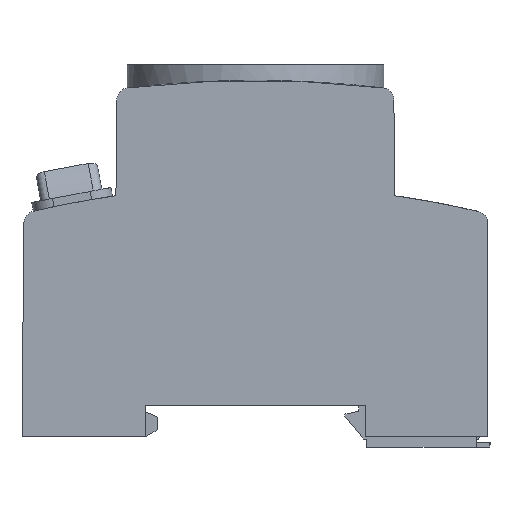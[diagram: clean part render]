
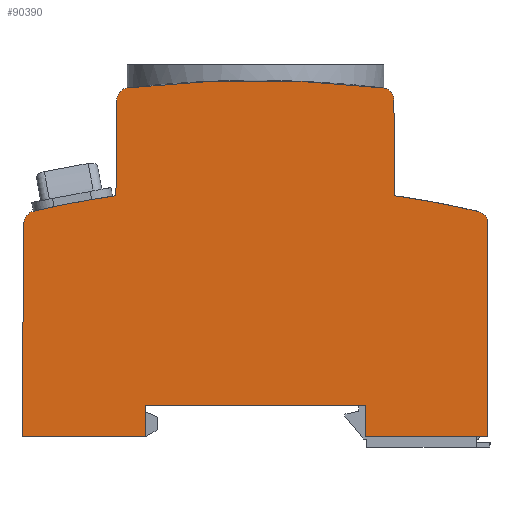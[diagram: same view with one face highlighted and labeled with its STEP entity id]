
A CAD part, left-side view. The second image highlights one B-rep face of the part: STEP entity #90390.
In plain terms, the highlighted face is planar.
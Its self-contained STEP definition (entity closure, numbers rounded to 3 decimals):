
#2840=CARTESIAN_POINT('',(46.992,70.373,-20.25));
#2850=VERTEX_POINT('',#2840);
#2880=CARTESIAN_POINT('',(48.992,70.355,-20.25));
#2890=DIRECTION('',(0.,0.,-1.));
#2900=DIRECTION('',(-1.,0.,0.));
#2910=AXIS2_PLACEMENT_3D('',#2880,#2890,#2900);
#2920=CIRCLE('',#2910,2.);
#2930=CARTESIAN_POINT('',(48.757,72.341,-20.25));
#2940=VERTEX_POINT('',#2930);
#2950=EDGE_CURVE('',#2850,#2940,#2920,.T.);
#8230=CARTESIAN_POINT('',(106.975,16.056,-20.25));
#8240=VERTEX_POINT('',#8230);
#8290=CARTESIAN_POINT('',(45.021,16.056,-20.25));
#8300=DIRECTION('',(1.,0.,0.));
#8310=VECTOR('',#8300,1.);
#8320=LINE('',#8290,#8310);
#8330=CARTESIAN_POINT('',(87.091,16.056,-20.25));
#8340=VERTEX_POINT('',#8330);
#8350=EDGE_CURVE('',#8340,#8240,#8320,.T.);
#9050=CARTESIAN_POINT('',(91.69,70.373,-20.25));
#9060=VERTEX_POINT('',#9050);
#9090=CARTESIAN_POINT('',(91.822,55.264,-20.25));
#9100=DIRECTION('',(-0.009,1.,
0.));
#9110=VECTOR('',#9100,1.);
#9120=LINE('',#9090,#9110);
#9130=CARTESIAN_POINT('',(91.825,54.948,-20.25));
#9140=VERTEX_POINT('',#9130);
#9150=EDGE_CURVE('',#9140,#9060,#9120,.T.);
#13590=CARTESIAN_POINT('',(106.674,50.52,-20.25));
#13600=VERTEX_POINT('',#13590);
#13630=CARTESIAN_POINT('',(106.633,55.264,-20.25));
#13640=DIRECTION('',(0.009,-1.,
0.));
#13650=VECTOR('',#13640,1.);
#13660=LINE('',#13630,#13650);
#13670=EDGE_CURVE('',#13600,#8240,#13660,.T.);
#13890=CARTESIAN_POINT('',(46.858,54.948,-20.25));
#13900=VERTEX_POINT('',#13890);
#13930=CARTESIAN_POINT('',(46.861,55.264,-20.25));
#13940=DIRECTION('',(-0.009,-1.,
0.));
#13950=VECTOR('',#13940,1.);
#13960=LINE('',#13930,#13950);
#13970=EDGE_CURVE('',#2850,#13900,#13960,.T.);
#14230=CARTESIAN_POINT('',(105.127,52.45,-20.25));
#14240=VERTEX_POINT('',#14230);
#19070=CARTESIAN_POINT('',(69.341,-101.444,-20.25));
#19080=DIRECTION('',(0.,0.,-1.));
#19090=DIRECTION('',(-1.,0.,0.));
#19100=AXIS2_PLACEMENT_3D('',#19070,#19080,#19090);
#19110=CIRCLE('',#19100,158.);
#19120=EDGE_CURVE('',#9140,#14240,#19110,.T.);
#35630=CARTESIAN_POINT('',(45.021,21.056,-20.25));
#35640=DIRECTION('',(1.,0.,0.));
#35650=VECTOR('',#35640,1.);
#35660=LINE('',#35630,#35650);
#35670=CARTESIAN_POINT('',(51.591,21.056,-20.25));
#35680=VERTEX_POINT('',#35670);
#35690=CARTESIAN_POINT('',(87.091,21.056,-20.25));
#35700=VERTEX_POINT('',#35690);
#35710=EDGE_CURVE('',#35680,#35700,#35660,.T.);
#38820=CARTESIAN_POINT('',(87.091,55.264,-20.25));
#38830=DIRECTION('',(0.,-1.,0.));
#38840=VECTOR('',#38830,1.);
#38850=LINE('',#38820,#38840);
#38860=EDGE_CURVE('',#35700,#8340,#38850,.T.);
#45640=CARTESIAN_POINT('',(89.926,72.341,-20.25));
#45650=VERTEX_POINT('',#45640);
#45680=CARTESIAN_POINT('',(89.69,70.355,-20.25));
#45690=DIRECTION('',(0.,0.,1.));
#45700=DIRECTION('',(1.,0.,0.));
#45710=AXIS2_PLACEMENT_3D('',#45680,#45690,#45700);
#45720=CIRCLE('',#45710,2.);
#45730=EDGE_CURVE('',#9060,#45650,#45720,.T.);
#56360=CARTESIAN_POINT('',(69.341,-101.444,-20.25));
#56370=DIRECTION('',(0.,0.,-1.));
#56380=DIRECTION('',(-1.,0.,0.));
#56390=AXIS2_PLACEMENT_3D('',#56360,#56370,#56380);
#56400=CIRCLE('',#56390,175.);
#56410=EDGE_CURVE('',#2940,#45650,#56400,.T.);
#57430=CARTESIAN_POINT('',(51.591,55.264,-20.25));
#57440=DIRECTION('',(0.,-1.,0.));
#57450=VECTOR('',#57440,1.);
#57460=LINE('',#57430,#57450);
#57470=CARTESIAN_POINT('',(51.591,16.056,-20.25));
#57480=VERTEX_POINT('',#57470);
#57490=EDGE_CURVE('',#35680,#57480,#57460,.T.);
#59290=CARTESIAN_POINT('',(45.021,16.056,-20.25));
#59300=DIRECTION('',(1.,0.,0.));
#59310=VECTOR('',#59300,1.);
#59320=LINE('',#59290,#59310);
#59330=CARTESIAN_POINT('',(31.841,16.056,-20.25));
#59340=VERTEX_POINT('',#59330);
#59350=EDGE_CURVE('',#59340,#57480,#59320,.T.);
#74500=CARTESIAN_POINT('',(33.386,52.411,
-20.25));
#74510=VERTEX_POINT('',#74500);
#74540=CARTESIAN_POINT('',(69.341,-101.444,-20.25));
#74550=DIRECTION('',(0.,0.,-1.));
#74560=DIRECTION('',(-1.,0.,0.));
#74570=AXIS2_PLACEMENT_3D('',#74540,#74550,#74560);
#74580=CIRCLE('',#74570,158.);
#74590=EDGE_CURVE('',#74510,#13900,#74580,.T.);
#89770=CARTESIAN_POINT('',(33.841,50.463,
-20.25));
#89780=DIRECTION('',(0.,0.,-1.));
#89790=DIRECTION('',(-1.,0.,0.));
#89800=AXIS2_PLACEMENT_3D('',#89770,#89780,#89790);
#89810=CIRCLE('',#89800,2.);
#89820=CARTESIAN_POINT('',(31.841,50.463,
-20.25));
#89830=VERTEX_POINT('',#89820);
#89840=EDGE_CURVE('',#89830,#74510,#89810,.T.);
#90050=CARTESIAN_POINT('',(69.341,23.506,-20.25));
#90060=DIRECTION('',(0.,0.,-1.));
#90070=DIRECTION('',(-1.,0.,0.));
#90080=AXIS2_PLACEMENT_3D('',#90050,#90060,#90070);
#90090=PLANE('',#90080);
#90100=ORIENTED_EDGE('',*,*,#89840,.T.);
#90110=CARTESIAN_POINT('',(31.841,55.264,
-20.25));
#90120=DIRECTION('',(0.,1.,0.));
#90130=VECTOR('',#90120,1.);
#90140=LINE('',#90110,#90130);
#90150=EDGE_CURVE('',#59340,#89830,#90140,.T.);
#90160=ORIENTED_EDGE('',*,*,#90150,.T.);
#90170=ORIENTED_EDGE('',*,*,#59350,.F.);
#90180=ORIENTED_EDGE('',*,*,#57490,.T.);
#90190=ORIENTED_EDGE('',*,*,#35710,.F.);
#90200=ORIENTED_EDGE('',*,*,#38860,.F.);
#90210=ORIENTED_EDGE('',*,*,#8350,.F.);
#90220=ORIENTED_EDGE('',*,*,#13670,.T.);
#90230=CARTESIAN_POINT('',(104.674,50.502,-20.25));
#90240=DIRECTION('',(0.,0.,-1.));
#90250=DIRECTION('',(-1.,0.,0.));
#90260=AXIS2_PLACEMENT_3D('',#90230,#90240,#90250);
#90270=CIRCLE('',#90260,2.);
#90280=EDGE_CURVE('',#14240,#13600,#90270,.T.);
#90290=ORIENTED_EDGE('',*,*,#90280,.T.);
#90300=ORIENTED_EDGE('',*,*,#19120,.T.);
#90310=ORIENTED_EDGE('',*,*,#9150,.F.);
#90320=ORIENTED_EDGE('',*,*,#45730,.F.);
#90330=ORIENTED_EDGE('',*,*,#56410,.T.);
#90340=ORIENTED_EDGE('',*,*,#2950,.T.);
#90350=ORIENTED_EDGE('',*,*,#13970,.F.);
#90360=ORIENTED_EDGE('',*,*,#74590,.T.);
#90370=EDGE_LOOP('',(#90360,#90350,#90340,#90330,#90320,#90310,#90300,
#90290,#90220,#90210,#90200,#90190,#90180,#90170,#90160,#90100));
#90380=FACE_OUTER_BOUND('',#90370,.T.);
#90390=ADVANCED_FACE('',(#90380),#90090,.T.);
